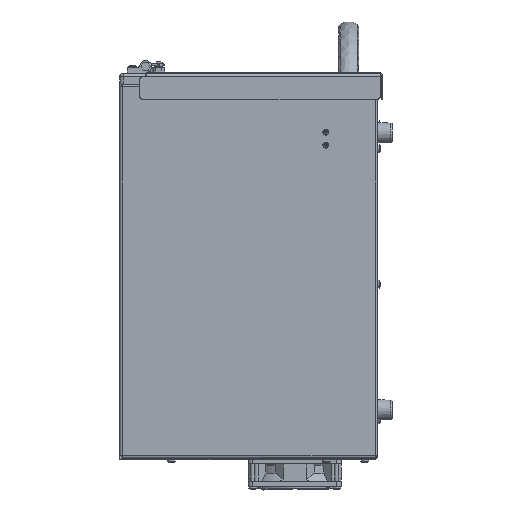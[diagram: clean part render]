
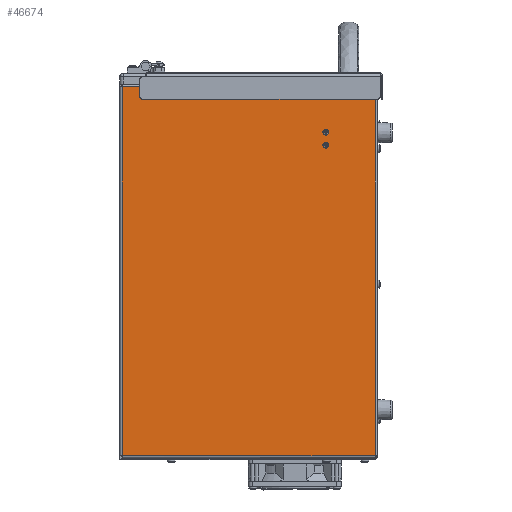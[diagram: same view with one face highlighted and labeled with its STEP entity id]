
A CAD part, left-side view. The second image highlights one B-rep face of the part: STEP entity #46674.
In plain terms, the highlighted planar face has unit normal (-1, 0, 0).
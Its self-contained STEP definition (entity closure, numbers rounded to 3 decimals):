
#900 = DIRECTION ( 'NONE',  ( 0., 0., -1. ) ) ;
#1153 = CARTESIAN_POINT ( 'NONE',  ( -7.604, 1.563, -7.562 ) ) ;
#2962 = DIRECTION ( 'NONE',  ( 0., -1., 0. ) ) ;
#3298 = EDGE_CURVE ( 'NONE', #58573, #34456, #21564, .T. ) ;
#3643 = VECTOR ( 'NONE', #60451, 39.37 ) ;
#4911 = CARTESIAN_POINT ( 'NONE',  ( -7.604, 1.563, -7.469 ) ) ;
#5004 = ORIENTED_EDGE ( 'NONE', *, *, #41462, .F. ) ;
#5571 = CARTESIAN_POINT ( 'NONE',  ( -7.604, 3.483, 4.577 ) ) ;
#6800 = VECTOR ( 'NONE', #50247, 39.37 ) ;
#6865 = LINE ( 'NONE', #59966, #50139 ) ;
#11045 = DIRECTION ( 'NONE',  ( 0., -1., 0. ) ) ;
#12195 = VERTEX_POINT ( 'NONE', #45588 ) ;
#12469 = ORIENTED_EDGE ( 'NONE', *, *, #3298, .F. ) ;
#13509 = CARTESIAN_POINT ( 'NONE',  ( -7.604, 11.377, 6.845 ) ) ;
#14478 = FACE_BOUND ( 'NONE', #19758, .T. ) ;
#14923 = ORIENTED_EDGE ( 'NONE', *, *, #19157, .F. ) ;
#15387 = AXIS2_PLACEMENT_3D ( 'NONE', #48351, #59164, #26833 ) ;
#17594 = EDGE_CURVE ( 'NONE', #27969, #27969, #49875, .T. ) ;
#19157 = EDGE_CURVE ( 'NONE', #38942, #38942, #44603, .T. ) ;
#19758 = EDGE_LOOP ( 'NONE', ( #39247 ) ) ;
#21407 = PLANE ( 'NONE',  #15387 ) ;
#21564 = LINE ( 'NONE', #60220, #3643 ) ;
#22861 = AXIS2_PLACEMENT_3D ( 'NONE', #67862, #35502, #2962 ) ;
#23286 = CARTESIAN_POINT ( 'NONE',  ( -7.604, 1.563, -7.469 ) ) ;
#23490 = AXIS2_PLACEMENT_3D ( 'NONE', #5571, #43536, #11045 ) ;
#24780 = ORIENTED_EDGE ( 'NONE', *, *, #66182, .F. ) ;
#26833 = DIRECTION ( 'NONE',  ( 0., -1., 0. ) ) ;
#27231 = FACE_OUTER_BOUND ( 'NONE', #44720, .T. ) ;
#27969 = VERTEX_POINT ( 'NONE', #47252 ) ;
#32870 = DIRECTION ( 'NONE',  ( 0., 0., -1. ) ) ;
#34449 = LINE ( 'NONE', #1153, #47167 ) ;
#34456 = VERTEX_POINT ( 'NONE', #41011 ) ;
#35341 = EDGE_CURVE ( 'NONE', #58573, #12195, #6865, .T. ) ;
#35502 = DIRECTION ( 'NONE',  ( -1., 0., 0. ) ) ;
#36600 = CARTESIAN_POINT ( 'NONE',  ( -7.604, 3.373, 5.077 ) ) ;
#37403 = LINE ( 'NONE', #23286, #6800 ) ;
#38942 = VERTEX_POINT ( 'NONE', #36600 ) ;
#39247 = ORIENTED_EDGE ( 'NONE', *, *, #17594, .F. ) ;
#39893 = FACE_BOUND ( 'NONE', #43140, .T. ) ;
#41011 = CARTESIAN_POINT ( 'NONE',  ( -7.604, 1.563, 6.845 ) ) ;
#41462 = EDGE_CURVE ( 'NONE', #41799, #12195, #37403, .T. ) ;
#41799 = VERTEX_POINT ( 'NONE', #4911 ) ;
#43140 = EDGE_LOOP ( 'NONE', ( #14923 ) ) ;
#43536 = DIRECTION ( 'NONE',  ( -1., 0., 0. ) ) ;
#44603 = CIRCLE ( 'NONE', #22861, 0.11 ) ;
#44720 = EDGE_LOOP ( 'NONE', ( #5004, #24780, #12469, #53040 ) ) ;
#45588 = CARTESIAN_POINT ( 'NONE',  ( -7.604, 11.377, -7.469 ) ) ;
#46674 = ADVANCED_FACE ( 'NONE', ( #39893, #14478, #27231 ), #21407, .F. ) ;
#47167 = VECTOR ( 'NONE', #900, 39.37 ) ;
#47252 = CARTESIAN_POINT ( 'NONE',  ( -7.604, 3.373, 4.577 ) ) ;
#48351 = CARTESIAN_POINT ( 'NONE',  ( -7.604, 11.377, -7.562 ) ) ;
#49875 = CIRCLE ( 'NONE', #23490, 0.11 ) ;
#50139 = VECTOR ( 'NONE', #32870, 39.37 ) ;
#50247 = DIRECTION ( 'NONE',  ( 0., 1., 0. ) ) ;
#53040 = ORIENTED_EDGE ( 'NONE', *, *, #35341, .T. ) ;
#58573 = VERTEX_POINT ( 'NONE', #13509 ) ;
#59164 = DIRECTION ( 'NONE',  ( 1., 0., 0. ) ) ;
#59966 = CARTESIAN_POINT ( 'NONE',  ( -7.604, 11.377, -7.562 ) ) ;
#60220 = CARTESIAN_POINT ( 'NONE',  ( -7.604, 86.077, 6.845 ) ) ;
#60451 = DIRECTION ( 'NONE',  ( 0., -1., 0. ) ) ;
#66182 = EDGE_CURVE ( 'NONE', #34456, #41799, #34449, .T. ) ;
#67862 = CARTESIAN_POINT ( 'NONE',  ( -7.604, 3.483, 5.077 ) ) ;
